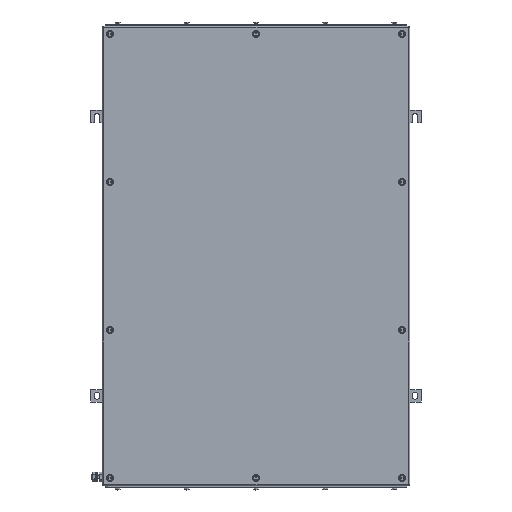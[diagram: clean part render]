
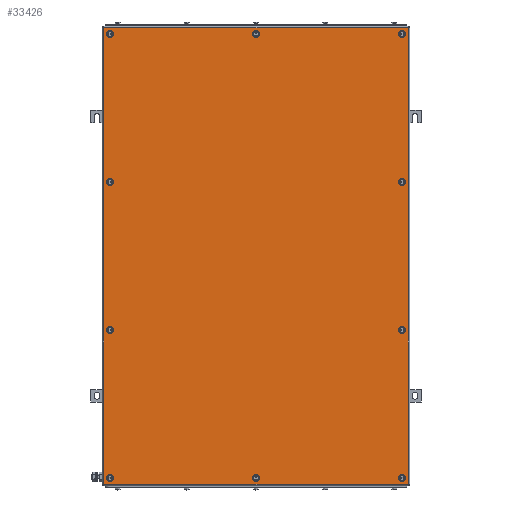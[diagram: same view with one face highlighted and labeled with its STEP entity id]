
A CAD part, top view. The second image highlights one B-rep face of the part: STEP entity #33426.
In plain terms, the highlighted planar face has unit normal (0, 0, 1).
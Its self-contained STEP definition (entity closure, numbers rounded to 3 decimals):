
#33192=AXIS2_PLACEMENT_3D('Circle Axis2P3D',#33190,#33191,$) ;
#33219=AXIS2_PLACEMENT_3D('Plane Axis2P3D',#33216,#33217,#33218) ;
#33257=AXIS2_PLACEMENT_3D('Circle Axis2P3D',#33255,#33256,$) ;
#33266=AXIS2_PLACEMENT_3D('Circle Axis2P3D',#33264,#33265,$) ;
#33275=AXIS2_PLACEMENT_3D('Circle Axis2P3D',#33273,#33274,$) ;
#33284=AXIS2_PLACEMENT_3D('Circle Axis2P3D',#33282,#33283,$) ;
#33293=AXIS2_PLACEMENT_3D('Circle Axis2P3D',#33291,#33292,$) ;
#33302=AXIS2_PLACEMENT_3D('Circle Axis2P3D',#33300,#33301,$) ;
#33311=AXIS2_PLACEMENT_3D('Circle Axis2P3D',#33309,#33310,$) ;
#33320=AXIS2_PLACEMENT_3D('Circle Axis2P3D',#33318,#33319,$) ;
#33329=AXIS2_PLACEMENT_3D('Circle Axis2P3D',#33327,#33328,$) ;
#33338=AXIS2_PLACEMENT_3D('Circle Axis2P3D',#33336,#33337,$) ;
#33347=AXIS2_PLACEMENT_3D('Circle Axis2P3D',#33345,#33346,$) ;
#33356=AXIS2_PLACEMENT_3D('Circle Axis2P3D',#33354,#33355,$) ;
#33365=AXIS2_PLACEMENT_3D('Circle Axis2P3D',#33363,#33364,$) ;
#33374=AXIS2_PLACEMENT_3D('Circle Axis2P3D',#33372,#33373,$) ;
#33383=AXIS2_PLACEMENT_3D('Circle Axis2P3D',#33381,#33382,$) ;
#33392=AXIS2_PLACEMENT_3D('Circle Axis2P3D',#33390,#33391,$) ;
#33401=AXIS2_PLACEMENT_3D('Circle Axis2P3D',#33399,#33400,$) ;
#33410=AXIS2_PLACEMENT_3D('Circle Axis2P3D',#33408,#33409,$) ;
#33419=AXIS2_PLACEMENT_3D('Circle Axis2P3D',#33417,#33418,$) ;
#33187=CARTESIAN_POINT('Vertex',(41.5,615.167,153.5)) ;
#33190=CARTESIAN_POINT('Axis2P3D Location',(38.,615.167,153.5)) ;
#33194=CARTESIAN_POINT('Vertex',(34.5,615.167,153.5)) ;
#33216=CARTESIAN_POINT('Axis2P3D Location',(330.5,468.,153.5)) ;
#33221=CARTESIAN_POINT('Line Origine',(330.5,924.5,153.5)) ;
#33225=CARTESIAN_POINT('Vertex',(635.,924.5,153.5)) ;
#33227=CARTESIAN_POINT('Vertex',(26.,924.5,153.5)) ;
#33230=CARTESIAN_POINT('Line Origine',(26.,468.,153.5)) ;
#33234=CARTESIAN_POINT('Vertex',(26.,11.5,153.5)) ;
#33237=CARTESIAN_POINT('Line Origine',(330.5,11.5,153.5)) ;
#33241=CARTESIAN_POINT('Vertex',(635.,11.5,153.5)) ;
#33244=CARTESIAN_POINT('Line Origine',(635.,468.,153.5)) ;
#33255=CARTESIAN_POINT('Axis2P3D Location',(38.,615.167,153.5)) ;
#33264=CARTESIAN_POINT('Axis2P3D Location',(38.,320.833,153.5)) ;
#33268=CARTESIAN_POINT('Vertex',(34.5,320.833,153.5)) ;
#33270=CARTESIAN_POINT('Vertex',(41.5,320.833,153.5)) ;
#33273=CARTESIAN_POINT('Axis2P3D Location',(38.,320.833,153.5)) ;
#33282=CARTESIAN_POINT('Axis2P3D Location',(623.,320.833,153.5)) ;
#33286=CARTESIAN_POINT('Vertex',(626.5,320.833,153.5)) ;
#33288=CARTESIAN_POINT('Vertex',(619.5,320.833,153.5)) ;
#33291=CARTESIAN_POINT('Axis2P3D Location',(623.,320.833,153.5)) ;
#33300=CARTESIAN_POINT('Axis2P3D Location',(623.,615.167,153.5)) ;
#33304=CARTESIAN_POINT('Vertex',(626.5,615.167,153.5)) ;
#33306=CARTESIAN_POINT('Vertex',(619.5,615.167,153.5)) ;
#33309=CARTESIAN_POINT('Axis2P3D Location',(623.,615.167,153.5)) ;
#33318=CARTESIAN_POINT('Axis2P3D Location',(330.5,23.5,153.5)) ;
#33322=CARTESIAN_POINT('Vertex',(334.,23.5,153.5)) ;
#33324=CARTESIAN_POINT('Vertex',(327.,23.5,153.5)) ;
#33327=CARTESIAN_POINT('Axis2P3D Location',(330.5,23.5,153.5)) ;
#33336=CARTESIAN_POINT('Axis2P3D Location',(330.5,912.5,153.5)) ;
#33340=CARTESIAN_POINT('Vertex',(334.,912.5,153.5)) ;
#33342=CARTESIAN_POINT('Vertex',(327.,912.5,153.5)) ;
#33345=CARTESIAN_POINT('Axis2P3D Location',(330.5,912.5,153.5)) ;
#33354=CARTESIAN_POINT('Axis2P3D Location',(38.,912.5,153.5)) ;
#33358=CARTESIAN_POINT('Vertex',(34.5,912.5,153.5)) ;
#33360=CARTESIAN_POINT('Vertex',(41.5,912.5,153.5)) ;
#33363=CARTESIAN_POINT('Axis2P3D Location',(38.,912.5,153.5)) ;
#33372=CARTESIAN_POINT('Axis2P3D Location',(38.,23.5,153.5)) ;
#33376=CARTESIAN_POINT('Vertex',(34.5,23.5,153.5)) ;
#33378=CARTESIAN_POINT('Vertex',(41.5,23.5,153.5)) ;
#33381=CARTESIAN_POINT('Axis2P3D Location',(38.,23.5,153.5)) ;
#33390=CARTESIAN_POINT('Axis2P3D Location',(623.,23.5,153.5)) ;
#33394=CARTESIAN_POINT('Vertex',(626.5,23.5,153.5)) ;
#33396=CARTESIAN_POINT('Vertex',(619.5,23.5,153.5)) ;
#33399=CARTESIAN_POINT('Axis2P3D Location',(623.,23.5,153.5)) ;
#33408=CARTESIAN_POINT('Axis2P3D Location',(623.,912.5,153.5)) ;
#33412=CARTESIAN_POINT('Vertex',(626.5,912.5,153.5)) ;
#33414=CARTESIAN_POINT('Vertex',(619.5,912.5,153.5)) ;
#33417=CARTESIAN_POINT('Axis2P3D Location',(623.,912.5,153.5)) ;
#33191=DIRECTION('Axis2P3D Direction',(0.,0.,1.)) ;
#33217=DIRECTION('Axis2P3D Direction',(0.,0.,1.)) ;
#33218=DIRECTION('Axis2P3D XDirection',(1.,0.,0.)) ;
#33222=DIRECTION('Vector Direction',(1.,0.,0.)) ;
#33231=DIRECTION('Vector Direction',(0.,-1.,0.)) ;
#33238=DIRECTION('Vector Direction',(1.,0.,0.)) ;
#33245=DIRECTION('Vector Direction',(0.,1.,0.)) ;
#33256=DIRECTION('Axis2P3D Direction',(0.,0.,1.)) ;
#33265=DIRECTION('Axis2P3D Direction',(0.,0.,1.)) ;
#33274=DIRECTION('Axis2P3D Direction',(0.,0.,1.)) ;
#33283=DIRECTION('Axis2P3D Direction',(0.,0.,1.)) ;
#33292=DIRECTION('Axis2P3D Direction',(0.,0.,1.)) ;
#33301=DIRECTION('Axis2P3D Direction',(0.,0.,1.)) ;
#33310=DIRECTION('Axis2P3D Direction',(0.,0.,1.)) ;
#33319=DIRECTION('Axis2P3D Direction',(0.,0.,1.)) ;
#33328=DIRECTION('Axis2P3D Direction',(0.,0.,1.)) ;
#33337=DIRECTION('Axis2P3D Direction',(0.,0.,1.)) ;
#33346=DIRECTION('Axis2P3D Direction',(0.,0.,1.)) ;
#33355=DIRECTION('Axis2P3D Direction',(0.,0.,1.)) ;
#33364=DIRECTION('Axis2P3D Direction',(0.,0.,1.)) ;
#33373=DIRECTION('Axis2P3D Direction',(0.,0.,1.)) ;
#33382=DIRECTION('Axis2P3D Direction',(0.,0.,1.)) ;
#33391=DIRECTION('Axis2P3D Direction',(0.,0.,1.)) ;
#33400=DIRECTION('Axis2P3D Direction',(0.,0.,1.)) ;
#33409=DIRECTION('Axis2P3D Direction',(0.,0.,1.)) ;
#33418=DIRECTION('Axis2P3D Direction',(0.,0.,1.)) ;
#33223=VECTOR('Line Direction',#33222,1.) ;
#33232=VECTOR('Line Direction',#33231,1.) ;
#33239=VECTOR('Line Direction',#33238,1.) ;
#33246=VECTOR('Line Direction',#33245,1.) ;
#33250=ORIENTED_EDGE('',*,*,#33229,.T.) ;
#33251=ORIENTED_EDGE('',*,*,#33236,.T.) ;
#33252=ORIENTED_EDGE('',*,*,#33243,.T.) ;
#33253=ORIENTED_EDGE('',*,*,#33248,.T.) ;
#33261=ORIENTED_EDGE('',*,*,#33259,.F.) ;
#33262=ORIENTED_EDGE('',*,*,#33196,.F.) ;
#33279=ORIENTED_EDGE('',*,*,#33272,.F.) ;
#33280=ORIENTED_EDGE('',*,*,#33277,.F.) ;
#33297=ORIENTED_EDGE('',*,*,#33290,.F.) ;
#33298=ORIENTED_EDGE('',*,*,#33295,.F.) ;
#33315=ORIENTED_EDGE('',*,*,#33308,.F.) ;
#33316=ORIENTED_EDGE('',*,*,#33313,.F.) ;
#33333=ORIENTED_EDGE('',*,*,#33326,.F.) ;
#33334=ORIENTED_EDGE('',*,*,#33331,.F.) ;
#33351=ORIENTED_EDGE('',*,*,#33344,.F.) ;
#33352=ORIENTED_EDGE('',*,*,#33349,.F.) ;
#33369=ORIENTED_EDGE('',*,*,#33362,.F.) ;
#33370=ORIENTED_EDGE('',*,*,#33367,.F.) ;
#33387=ORIENTED_EDGE('',*,*,#33380,.F.) ;
#33388=ORIENTED_EDGE('',*,*,#33385,.F.) ;
#33405=ORIENTED_EDGE('',*,*,#33398,.F.) ;
#33406=ORIENTED_EDGE('',*,*,#33403,.F.) ;
#33423=ORIENTED_EDGE('',*,*,#33416,.F.) ;
#33424=ORIENTED_EDGE('',*,*,#33421,.F.) ;
#33263=FACE_BOUND('',#33260,.T.) ;
#33281=FACE_BOUND('',#33278,.T.) ;
#33299=FACE_BOUND('',#33296,.T.) ;
#33317=FACE_BOUND('',#33314,.T.) ;
#33335=FACE_BOUND('',#33332,.T.) ;
#33353=FACE_BOUND('',#33350,.T.) ;
#33371=FACE_BOUND('',#33368,.T.) ;
#33389=FACE_BOUND('',#33386,.T.) ;
#33407=FACE_BOUND('',#33404,.T.) ;
#33425=FACE_BOUND('',#33422,.T.) ;
#33426=ADVANCED_FACE('ZUB_KTB_FS_916115_2GP_AllCATPart.2\\ZUB_DE_KTB_FS.1\\DE_KTB_MH_PART_MASTER.1\\Koerper.2',(#33254,#33263,#33281,#33299,#33317,#33335,#33353,#33371,#33389,#33407,#33425),#33220,.T.) ;
#33193=CIRCLE('generated circle',#33192,3.5) ;
#33258=CIRCLE('generated circle',#33257,3.5) ;
#33267=CIRCLE('generated circle',#33266,3.5) ;
#33276=CIRCLE('generated circle',#33275,3.5) ;
#33285=CIRCLE('generated circle',#33284,3.5) ;
#33294=CIRCLE('generated circle',#33293,3.5) ;
#33303=CIRCLE('generated circle',#33302,3.5) ;
#33312=CIRCLE('generated circle',#33311,3.5) ;
#33321=CIRCLE('generated circle',#33320,3.5) ;
#33330=CIRCLE('generated circle',#33329,3.5) ;
#33339=CIRCLE('generated circle',#33338,3.5) ;
#33348=CIRCLE('generated circle',#33347,3.5) ;
#33357=CIRCLE('generated circle',#33356,3.5) ;
#33366=CIRCLE('generated circle',#33365,3.5) ;
#33375=CIRCLE('generated circle',#33374,3.5) ;
#33384=CIRCLE('generated circle',#33383,3.5) ;
#33393=CIRCLE('generated circle',#33392,3.5) ;
#33402=CIRCLE('generated circle',#33401,3.5) ;
#33411=CIRCLE('generated circle',#33410,3.5) ;
#33420=CIRCLE('generated circle',#33419,3.5) ;
#33196=EDGE_CURVE('',#33188,#33195,#33193,.T.) ;
#33229=EDGE_CURVE('',#33226,#33228,#33224,.F.) ;
#33236=EDGE_CURVE('',#33228,#33235,#33233,.T.) ;
#33243=EDGE_CURVE('',#33235,#33242,#33240,.T.) ;
#33248=EDGE_CURVE('',#33242,#33226,#33247,.T.) ;
#33259=EDGE_CURVE('',#33195,#33188,#33258,.T.) ;
#33272=EDGE_CURVE('',#33269,#33271,#33267,.T.) ;
#33277=EDGE_CURVE('',#33271,#33269,#33276,.T.) ;
#33290=EDGE_CURVE('',#33287,#33289,#33285,.T.) ;
#33295=EDGE_CURVE('',#33289,#33287,#33294,.T.) ;
#33308=EDGE_CURVE('',#33305,#33307,#33303,.T.) ;
#33313=EDGE_CURVE('',#33307,#33305,#33312,.T.) ;
#33326=EDGE_CURVE('',#33323,#33325,#33321,.T.) ;
#33331=EDGE_CURVE('',#33325,#33323,#33330,.T.) ;
#33344=EDGE_CURVE('',#33341,#33343,#33339,.T.) ;
#33349=EDGE_CURVE('',#33343,#33341,#33348,.T.) ;
#33362=EDGE_CURVE('',#33359,#33361,#33357,.T.) ;
#33367=EDGE_CURVE('',#33361,#33359,#33366,.T.) ;
#33380=EDGE_CURVE('',#33377,#33379,#33375,.T.) ;
#33385=EDGE_CURVE('',#33379,#33377,#33384,.T.) ;
#33398=EDGE_CURVE('',#33395,#33397,#33393,.T.) ;
#33403=EDGE_CURVE('',#33397,#33395,#33402,.T.) ;
#33416=EDGE_CURVE('',#33413,#33415,#33411,.T.) ;
#33421=EDGE_CURVE('',#33415,#33413,#33420,.T.) ;
#33249=EDGE_LOOP('',(#33250,#33251,#33252,#33253)) ;
#33260=EDGE_LOOP('',(#33261,#33262)) ;
#33278=EDGE_LOOP('',(#33279,#33280)) ;
#33296=EDGE_LOOP('',(#33297,#33298)) ;
#33314=EDGE_LOOP('',(#33315,#33316)) ;
#33332=EDGE_LOOP('',(#33333,#33334)) ;
#33350=EDGE_LOOP('',(#33351,#33352)) ;
#33368=EDGE_LOOP('',(#33369,#33370)) ;
#33386=EDGE_LOOP('',(#33387,#33388)) ;
#33404=EDGE_LOOP('',(#33405,#33406)) ;
#33422=EDGE_LOOP('',(#33423,#33424)) ;
#33254=FACE_OUTER_BOUND('',#33249,.T.) ;
#33224=LINE('Line',#33221,#33223) ;
#33233=LINE('Line',#33230,#33232) ;
#33240=LINE('Line',#33237,#33239) ;
#33247=LINE('Line',#33244,#33246) ;
#33220=PLANE('',#33219) ;
#33188=VERTEX_POINT('',#33187) ;
#33195=VERTEX_POINT('',#33194) ;
#33226=VERTEX_POINT('',#33225) ;
#33228=VERTEX_POINT('',#33227) ;
#33235=VERTEX_POINT('',#33234) ;
#33242=VERTEX_POINT('',#33241) ;
#33269=VERTEX_POINT('',#33268) ;
#33271=VERTEX_POINT('',#33270) ;
#33287=VERTEX_POINT('',#33286) ;
#33289=VERTEX_POINT('',#33288) ;
#33305=VERTEX_POINT('',#33304) ;
#33307=VERTEX_POINT('',#33306) ;
#33323=VERTEX_POINT('',#33322) ;
#33325=VERTEX_POINT('',#33324) ;
#33341=VERTEX_POINT('',#33340) ;
#33343=VERTEX_POINT('',#33342) ;
#33359=VERTEX_POINT('',#33358) ;
#33361=VERTEX_POINT('',#33360) ;
#33377=VERTEX_POINT('',#33376) ;
#33379=VERTEX_POINT('',#33378) ;
#33395=VERTEX_POINT('',#33394) ;
#33397=VERTEX_POINT('',#33396) ;
#33413=VERTEX_POINT('',#33412) ;
#33415=VERTEX_POINT('',#33414) ;
